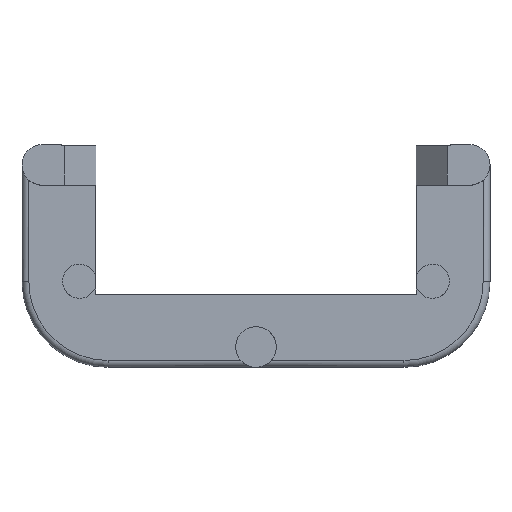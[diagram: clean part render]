
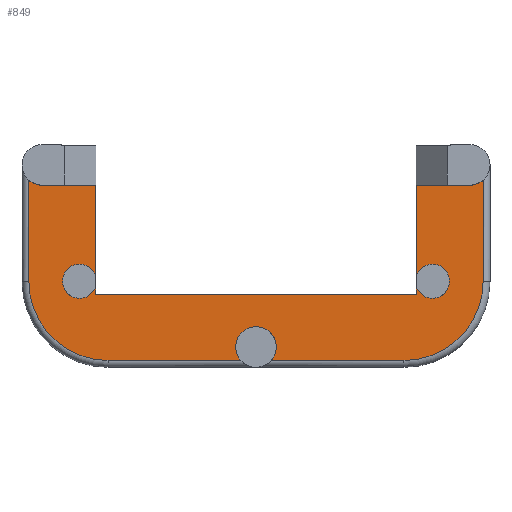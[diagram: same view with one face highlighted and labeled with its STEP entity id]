
A CAD part, top view. The second image highlights one B-rep face of the part: STEP entity #849.
In plain terms, the highlighted planar face has unit normal (0, 0, 1).
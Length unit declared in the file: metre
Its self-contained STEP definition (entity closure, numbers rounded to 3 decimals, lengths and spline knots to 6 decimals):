
#36=CIRCLE('',#915,0.00375);
#37=CIRCLE('',#916,0.00375);
#38=CIRCLE('',#917,0.00445);
#39=CIRCLE('',#918,0.0174);
#40=CIRCLE('',#919,0.00445);
#41=CIRCLE('',#920,0.0174);
#42=CIRCLE('',#921,0.00445);
#72=ORIENTED_EDGE('',*,*,#318,.F.);
#73=ORIENTED_EDGE('',*,*,#319,.T.);
#74=ORIENTED_EDGE('',*,*,#320,.F.);
#75=ORIENTED_EDGE('',*,*,#321,.T.);
#76=ORIENTED_EDGE('',*,*,#322,.T.);
#77=ORIENTED_EDGE('',*,*,#323,.T.);
#78=ORIENTED_EDGE('',*,*,#324,.T.);
#79=ORIENTED_EDGE('',*,*,#325,.T.);
#80=ORIENTED_EDGE('',*,*,#326,.T.);
#81=ORIENTED_EDGE('',*,*,#327,.F.);
#82=ORIENTED_EDGE('',*,*,#328,.F.);
#83=ORIENTED_EDGE('',*,*,#329,.F.);
#84=ORIENTED_EDGE('',*,*,#330,.T.);
#85=ORIENTED_EDGE('',*,*,#331,.F.);
#86=ORIENTED_EDGE('',*,*,#332,.F.);
#87=ORIENTED_EDGE('',*,*,#333,.F.);
#88=ORIENTED_EDGE('',*,*,#334,.F.);
#89=ORIENTED_EDGE('',*,*,#335,.F.);
#318=EDGE_CURVE('',#441,#442,#525,.T.);
#319=EDGE_CURVE('',#441,#443,#36,.T.);
#320=EDGE_CURVE('',#444,#443,#526,.T.);
#321=EDGE_CURVE('',#444,#445,#527,.T.);
#322=EDGE_CURVE('',#445,#446,#528,.T.);
#323=EDGE_CURVE('',#446,#447,#37,.T.);
#324=EDGE_CURVE('',#447,#448,#529,.T.);
#325=EDGE_CURVE('',#448,#449,#530,.T.);
#326=EDGE_CURVE('',#449,#450,#38,.T.);
#327=EDGE_CURVE('',#451,#450,#531,.T.);
#328=EDGE_CURVE('',#452,#451,#39,.T.);
#329=EDGE_CURVE('',#453,#452,#532,.F.);
#330=EDGE_CURVE('',#453,#454,#40,.T.);
#331=EDGE_CURVE('',#455,#454,#533,.F.);
#332=EDGE_CURVE('',#456,#455,#41,.T.);
#333=EDGE_CURVE('',#457,#456,#534,.F.);
#334=EDGE_CURVE('',#458,#457,#42,.T.);
#335=EDGE_CURVE('',#442,#458,#535,.T.);
#441=VERTEX_POINT('',#1266);
#442=VERTEX_POINT('',#1267);
#443=VERTEX_POINT('',#1269);
#444=VERTEX_POINT('',#1271);
#445=VERTEX_POINT('',#1273);
#446=VERTEX_POINT('',#1275);
#447=VERTEX_POINT('',#1277);
#448=VERTEX_POINT('',#1279);
#449=VERTEX_POINT('',#1281);
#450=VERTEX_POINT('',#1283);
#451=VERTEX_POINT('',#1285);
#452=VERTEX_POINT('',#1287);
#453=VERTEX_POINT('',#1289);
#454=VERTEX_POINT('',#1291);
#455=VERTEX_POINT('',#1293);
#456=VERTEX_POINT('',#1295);
#457=VERTEX_POINT('',#1297);
#458=VERTEX_POINT('',#1299);
#525=LINE('',#1265,#608);
#526=LINE('',#1270,#609);
#527=LINE('',#1272,#610);
#528=LINE('',#1274,#611);
#529=LINE('',#1278,#612);
#530=LINE('',#1280,#613);
#531=LINE('',#1284,#614);
#532=LINE('',#1288,#615);
#533=LINE('',#1292,#616);
#534=LINE('',#1296,#617);
#535=LINE('',#1300,#618);
#608=VECTOR('',#1006,1.);
#609=VECTOR('',#1009,1.);
#610=VECTOR('',#1010,1.);
#611=VECTOR('',#1011,1.);
#612=VECTOR('',#1014,1.);
#613=VECTOR('',#1015,1.);
#614=VECTOR('',#1018,1.);
#615=VECTOR('',#1021,1.);
#616=VECTOR('',#1024,1.);
#617=VECTOR('',#1027,1.);
#618=VECTOR('',#1030,1.);
#691=EDGE_LOOP('',(#72,#73,#74,#75,#76,#77,#78,#79,#80,#81,#82,#83,#84,
#85,#86,#87,#88,#89));
#754=FACE_BOUND('',#691,.T.);
#817=PLANE('',#914);
#849=ADVANCED_FACE('',(#754),#817,.T.);
#914=AXIS2_PLACEMENT_3D('',#1264,#1004,#1005);
#915=AXIS2_PLACEMENT_3D('',#1268,#1007,#1008);
#916=AXIS2_PLACEMENT_3D('',#1276,#1012,#1013);
#917=AXIS2_PLACEMENT_3D('',#1282,#1016,#1017);
#918=AXIS2_PLACEMENT_3D('',#1286,#1019,#1020);
#919=AXIS2_PLACEMENT_3D('',#1290,#1022,#1023);
#920=AXIS2_PLACEMENT_3D('',#1294,#1025,#1026);
#921=AXIS2_PLACEMENT_3D('',#1298,#1028,#1029);
#1004=DIRECTION('',(0.,0.,1.));
#1005=DIRECTION('',(1.,0.,0.));
#1006=DIRECTION('',(0.,1.,0.));
#1007=DIRECTION('',(0.,0.,-1.));
#1008=DIRECTION('',(1.,0.,0.));
#1009=DIRECTION('',(0.,1.,0.));
#1010=DIRECTION('',(-1.,0.,0.));
#1011=DIRECTION('',(0.,1.,0.));
#1012=DIRECTION('',(0.,0.,-1.));
#1013=DIRECTION('',(1.,0.,0.));
#1014=DIRECTION('',(0.,1.,0.));
#1015=DIRECTION('',(-1.,0.,0.));
#1016=DIRECTION('',(0.,0.,-1.));
#1017=DIRECTION('',(1.,0.,0.));
#1018=DIRECTION('',(0.,1.,0.));
#1019=DIRECTION('',(0.,0.,-1.));
#1020=DIRECTION('',(1.,0.,0.));
#1021=DIRECTION('',(1.,0.,0.));
#1022=DIRECTION('',(0.,0.,-1.));
#1023=DIRECTION('',(1.,0.,0.));
#1024=DIRECTION('',(1.,0.,0.));
#1025=DIRECTION('',(0.,0.,-1.));
#1026=DIRECTION('',(1.,0.,0.));
#1027=DIRECTION('',(0.,1.,0.));
#1028=DIRECTION('',(0.,0.,1.));
#1029=DIRECTION('',(1.,0.,0.));
#1030=DIRECTION('',(1.,0.,0.));
#1264=CARTESIAN_POINT('',(0.,0.,0.003));
#1265=CARTESIAN_POINT('',(0.0352,0.,0.003));
#1266=CARTESIAN_POINT('',(0.0352,-0.063792,0.003));
#1267=CARTESIAN_POINT('',(0.0352,-0.0439,0.003));
#1268=CARTESIAN_POINT('',(0.03875,-0.065,0.003));
#1269=CARTESIAN_POINT('',(0.0352,-0.066208,0.003));
#1270=CARTESIAN_POINT('',(0.0352,0.,0.003));
#1271=CARTESIAN_POINT('',(0.0352,-0.06788,0.003));
#1272=CARTESIAN_POINT('',(0.,-0.06788,0.003));
#1273=CARTESIAN_POINT('',(-0.0352,-0.06788,0.003));
#1274=CARTESIAN_POINT('',(-0.0352,0.,0.003));
#1275=CARTESIAN_POINT('',(-0.0352,-0.066208,0.003));
#1276=CARTESIAN_POINT('',(-0.03875,-0.065,0.003));
#1277=CARTESIAN_POINT('',(-0.0352,-0.063792,0.003));
#1278=CARTESIAN_POINT('',(-0.0352,0.,0.003));
#1279=CARTESIAN_POINT('',(-0.0352,-0.0439,0.003));
#1280=CARTESIAN_POINT('',(-0.040975,-0.0439,0.003));
#1281=CARTESIAN_POINT('',(-0.04695,-0.0439,0.003));
#1282=CARTESIAN_POINT('',(-0.04695,-0.03945,0.003));
#1283=CARTESIAN_POINT('',(-0.0499,-0.042782,0.003));
#1284=CARTESIAN_POINT('',(-0.0499,-0.03945,0.003));
#1285=CARTESIAN_POINT('',(-0.0499,-0.065,0.003));
#1286=CARTESIAN_POINT('',(-0.0325,-0.065,0.003));
#1287=CARTESIAN_POINT('',(-0.0325,-0.0824,0.003));
#1288=CARTESIAN_POINT('',(0.,-0.0824,0.003));
#1289=CARTESIAN_POINT('',(-0.003332,-0.0824,0.003));
#1290=CARTESIAN_POINT('',(0.,-0.07945,0.003));
#1291=CARTESIAN_POINT('',(0.003332,-0.0824,0.003));
#1292=CARTESIAN_POINT('',(0.,-0.0824,0.003));
#1293=CARTESIAN_POINT('',(0.0325,-0.0824,0.003));
#1294=CARTESIAN_POINT('',(0.0325,-0.065,0.003));
#1295=CARTESIAN_POINT('',(0.0499,-0.065,0.003));
#1296=CARTESIAN_POINT('',(0.0499,0.,0.003));
#1297=CARTESIAN_POINT('',(0.0499,-0.042782,0.003));
#1298=CARTESIAN_POINT('',(0.04695,-0.03945,0.003));
#1299=CARTESIAN_POINT('',(0.04695,-0.0439,0.003));
#1300=CARTESIAN_POINT('',(0.040975,-0.0439,0.003));
